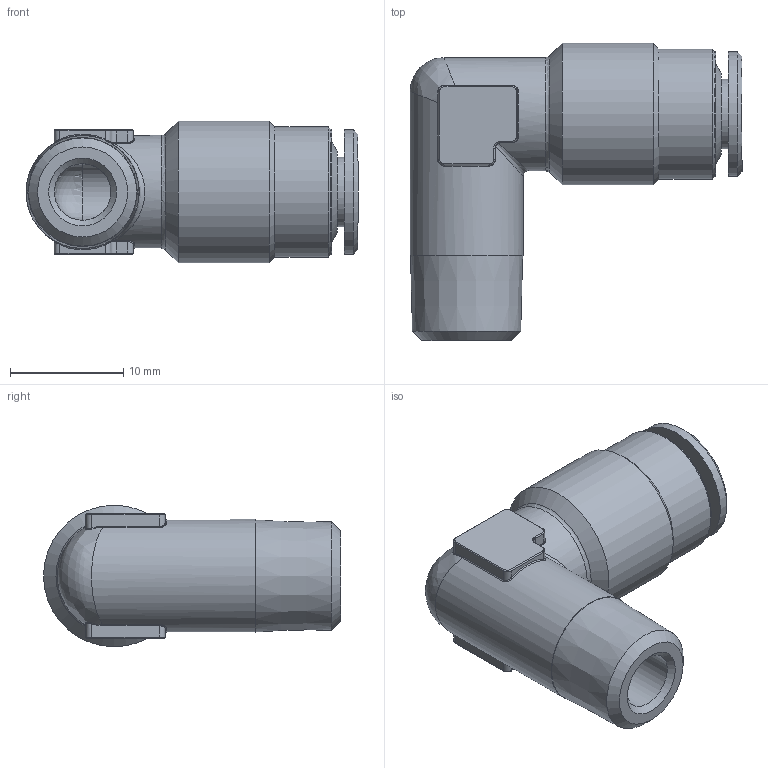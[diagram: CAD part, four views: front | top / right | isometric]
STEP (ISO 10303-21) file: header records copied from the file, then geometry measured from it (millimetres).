
FILE_DESCRIPTION(/* description */ ('STEP AP214'),/* implementation_level */ '2;1');
FILE_NAME(/* name */ 'H0040031',/* time_stamp */ '2023-05-10T14:50:20+02:00',/* author */ ('License CC BY-ND 4.0'),/* organization */ ('CADENAS'),/* preprocessor_version */ 'ST-DEVELOPER v19.3',/* originating_system */ 'PARTsolutions',/* authorisation */ ' ');
FILE_SCHEMA (('AUTOMOTIVE_DESIGN {1 0 10303 214 3 1 1}'));
Length unit declared in the file: millimetre
Products named in the file (1): H0040031
Bounding box: 29.34 x 26.25 x 12.5 mm (x, y, z)
Surface area: 2472.2 mm2 (no closed solid volume)
Topology: 0 solids, 1 shells, 112 faces, 293 edges, 179 vertices
Faces by surface type: cylinder 42, bspline 22, plane 19, torus 18, cone 10, sphere 1
Full cylindrical faces by diameter (mm): 5 x2, 6.15 x1, 10 x2, 11 x2, 11.5 x1, 12.5 x1
Entity records: 4640 total; most frequent: CARTESIAN_POINT 1346, ORIENTED_EDGE 520, DIRECTION 498, EDGE_CURVE 260, AXIS2_PLACEMENT_3D 217, VERTEX_POINT 175, EDGE_LOOP 139, FACE_BOUND 139
